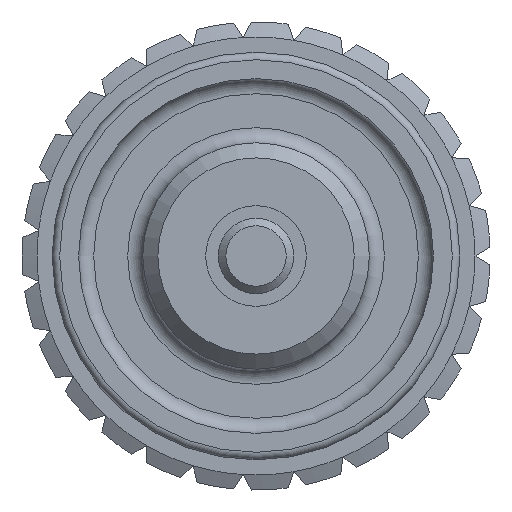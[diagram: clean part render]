
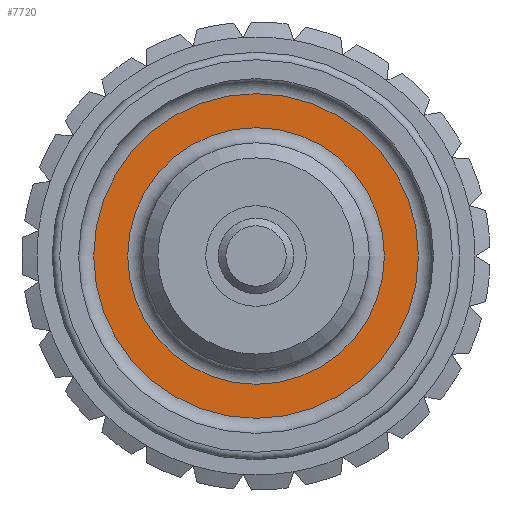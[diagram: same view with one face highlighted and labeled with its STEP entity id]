
A CAD part, left-side view. The second image highlights one B-rep face of the part: STEP entity #7720.
In plain terms, the highlighted planar face has unit normal (-1, 0, 0).
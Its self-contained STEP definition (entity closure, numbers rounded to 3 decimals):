
#1321=PLANE('',#8651);
#1452=FACE_BOUND('',#2592,.T.);
#2014=FACE_OUTER_BOUND('',#2591,.T.);
#2591=EDGE_LOOP('',(#6930));
#2592=EDGE_LOOP('',(#6931));
#2967=CIRCLE('',#8650,10.75);
#2968=CIRCLE('',#8652,8.5);
#3554=VERTEX_POINT('',#14410);
#3555=VERTEX_POINT('',#14413);
#4681=EDGE_CURVE('',#3554,#3554,#2967,.T.);
#4682=EDGE_CURVE('',#3555,#3555,#2968,.T.);
#6930=ORIENTED_EDGE('',*,*,#4681,.F.);
#6931=ORIENTED_EDGE('',*,*,#4682,.T.);
#7720=ADVANCED_FACE('',(#2014,#1452),#1321,.F.);
#8650=AXIS2_PLACEMENT_3D('',#14411,#10832,#10833);
#8651=AXIS2_PLACEMENT_3D('',#14412,#10834,#10835);
#8652=AXIS2_PLACEMENT_3D('',#14414,#10836,#10837);
#10832=DIRECTION('center_axis',(1.,0.,0.));
#10833=DIRECTION('ref_axis',(0.,0.,-1.));
#10834=DIRECTION('center_axis',(1.,0.,0.));
#10835=DIRECTION('ref_axis',(0.,0.,-1.));
#10836=DIRECTION('center_axis',(1.,0.,0.));
#10837=DIRECTION('ref_axis',(0.,0.,-1.));
#14410=CARTESIAN_POINT('',(28.333,0.,-10.75));
#14411=CARTESIAN_POINT('Origin',(28.333,0.,0.));
#14412=CARTESIAN_POINT('Origin',(28.333,8.5,0.));
#14413=CARTESIAN_POINT('',(28.333,0.,-8.5));
#14414=CARTESIAN_POINT('Origin',(28.333,0.,0.));
